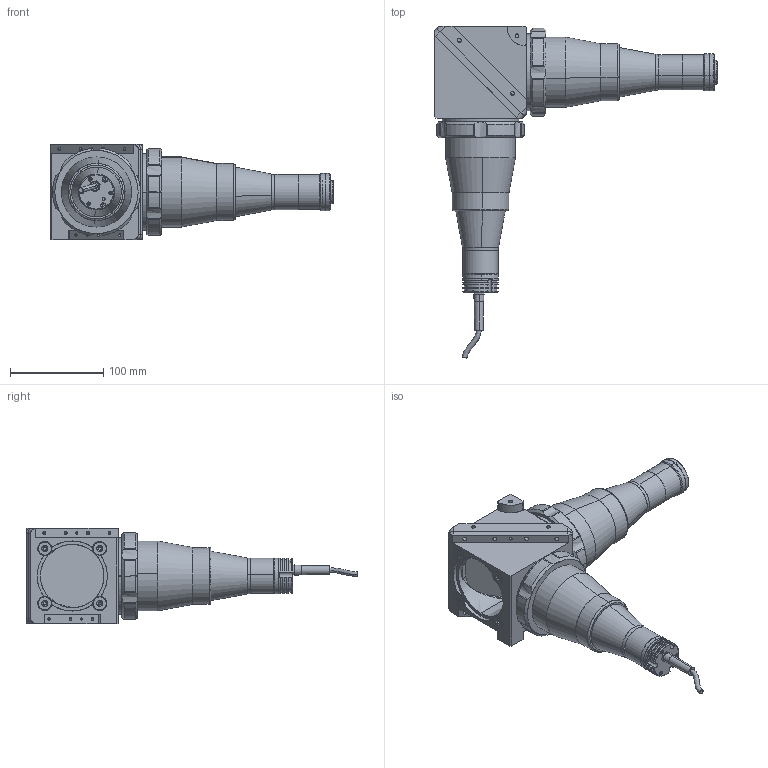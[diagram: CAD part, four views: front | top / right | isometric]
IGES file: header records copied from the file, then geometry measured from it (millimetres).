
Start section: SolidWorks IGES file using analytic representation for surfaces
Global section: file name: TCCXQ018.IGS; native system: SolidWorks 2013; preprocessor: SolidWorks 2013; author: User; date: 140711.161451; units: millimetre
Bounding box: 303.18 x 355.11 x 102 mm (x, y, z)
Surface area: 177981.3 mm2 (no closed solid volume)
Topology: 0 solids, 0 shells, 486 faces, 8767 edges, 8767 vertices
Faces by surface type: revolution 351, bspline 135
